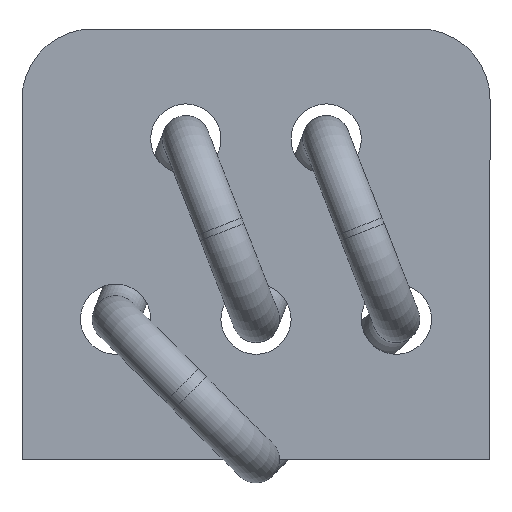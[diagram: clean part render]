
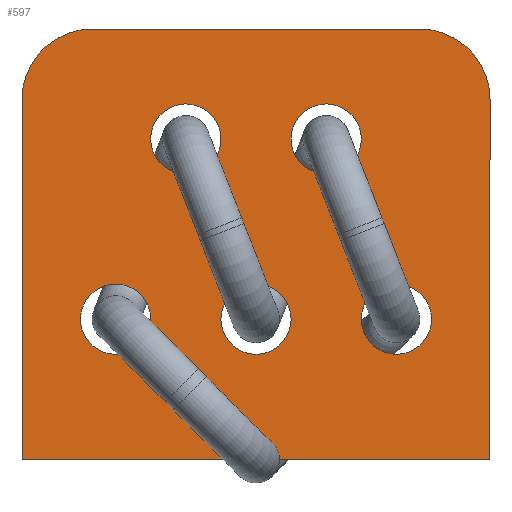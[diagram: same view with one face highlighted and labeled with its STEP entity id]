
A CAD part, left-side view. The second image highlights one B-rep face of the part: STEP entity #597.
In plain terms, the highlighted face is planar.
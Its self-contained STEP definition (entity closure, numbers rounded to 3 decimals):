
#38=PLANE('',#668);
#53=LINE('',#982,#79);
#58=LINE('',#997,#84);
#59=LINE('',#999,#85);
#60=LINE('',#1002,#86);
#61=LINE('',#1005,#87);
#79=VECTOR('',#780,1000.);
#84=VECTOR('',#793,1000.);
#85=VECTOR('',#796,1000.);
#86=VECTOR('',#797,1000.);
#87=VECTOR('',#800,1000.);
#127=ORIENTED_EDGE('',*,*,#265,.F.);
#128=ORIENTED_EDGE('',*,*,#266,.T.);
#129=ORIENTED_EDGE('',*,*,#260,.F.);
#130=ORIENTED_EDGE('',*,*,#264,.T.);
#131=ORIENTED_EDGE('',*,*,#267,.F.);
#132=ORIENTED_EDGE('',*,*,#268,.F.);
#133=ORIENTED_EDGE('',*,*,#257,.F.);
#134=ORIENTED_EDGE('',*,*,#269,.T.);
#135=ORIENTED_EDGE('',*,*,#238,.T.);
#136=ORIENTED_EDGE('',*,*,#240,.T.);
#137=ORIENTED_EDGE('',*,*,#246,.T.);
#138=ORIENTED_EDGE('',*,*,#244,.T.);
#139=ORIENTED_EDGE('',*,*,#242,.T.);
#238=EDGE_CURVE('',#308,#308,#364,.T.);
#240=EDGE_CURVE('',#310,#310,#366,.T.);
#242=EDGE_CURVE('',#312,#312,#368,.T.);
#244=EDGE_CURVE('',#314,#314,#370,.T.);
#246=EDGE_CURVE('',#316,#316,#372,.T.);
#257=EDGE_CURVE('',#326,#321,#53,.T.);
#260=EDGE_CURVE('',#329,#330,#376,.T.);
#264=EDGE_CURVE('',#329,#332,#58,.T.);
#265=EDGE_CURVE('',#333,#334,#59,.T.);
#266=EDGE_CURVE('',#333,#330,#60,.T.);
#267=EDGE_CURVE('',#335,#332,#377,.T.);
#268=EDGE_CURVE('',#321,#335,#61,.T.);
#269=EDGE_CURVE('',#326,#334,#378,.T.);
#308=VERTEX_POINT('',#939);
#310=VERTEX_POINT('',#944);
#312=VERTEX_POINT('',#949);
#314=VERTEX_POINT('',#954);
#316=VERTEX_POINT('',#959);
#321=VERTEX_POINT('',#971);
#326=VERTEX_POINT('',#981);
#329=VERTEX_POINT('',#988);
#330=VERTEX_POINT('',#990);
#332=VERTEX_POINT('',#996);
#333=VERTEX_POINT('',#1000);
#334=VERTEX_POINT('',#1001);
#335=VERTEX_POINT('',#1004);
#364=CIRCLE('',#647,0.375);
#366=CIRCLE('',#650,0.375);
#368=CIRCLE('',#653,0.375);
#370=CIRCLE('',#656,0.375);
#372=CIRCLE('',#659,0.375);
#376=CIRCLE('',#666,0.75);
#377=CIRCLE('',#669,0.75);
#378=CIRCLE('',#670,0.25);
#421=EDGE_LOOP('',(#127,#128,#129,#130,#131,#132,#133,#134));
#422=EDGE_LOOP('',(#135));
#423=EDGE_LOOP('',(#136));
#424=EDGE_LOOP('',(#137));
#425=EDGE_LOOP('',(#138));
#426=EDGE_LOOP('',(#139));
#501=FACE_BOUND('',#421,.T.);
#502=FACE_BOUND('',#422,.T.);
#503=FACE_BOUND('',#423,.T.);
#504=FACE_BOUND('',#424,.T.);
#505=FACE_BOUND('',#425,.T.);
#506=FACE_BOUND('',#426,.T.);
#597=ADVANCED_FACE('',(#501,#502,#503,#504,#505,#506),#38,.F.);
#647=AXIS2_PLACEMENT_3D('',#938,#738,#739);
#650=AXIS2_PLACEMENT_3D('',#943,#744,#745);
#653=AXIS2_PLACEMENT_3D('',#948,#750,#751);
#656=AXIS2_PLACEMENT_3D('',#953,#756,#757);
#659=AXIS2_PLACEMENT_3D('',#958,#762,#763);
#666=AXIS2_PLACEMENT_3D('',#989,#786,#787);
#668=AXIS2_PLACEMENT_3D('',#998,#794,#795);
#669=AXIS2_PLACEMENT_3D('',#1003,#798,#799);
#670=AXIS2_PLACEMENT_3D('',#1006,#801,#802);
#738=DIRECTION('',(-1.,0.,0.));
#739=DIRECTION('',(0.,0.,1.));
#744=DIRECTION('',(-1.,0.,0.));
#745=DIRECTION('',(0.,0.,1.));
#750=DIRECTION('',(-1.,0.,0.));
#751=DIRECTION('',(0.,0.,1.));
#756=DIRECTION('',(-1.,0.,0.));
#757=DIRECTION('',(0.,0.,1.));
#762=DIRECTION('',(-1.,0.,0.));
#763=DIRECTION('',(0.,0.,1.));
#780=DIRECTION('',(0.,1.,0.));
#786=DIRECTION('',(-1.,0.,0.));
#787=DIRECTION('',(0.,0.,1.));
#793=DIRECTION('',(0.,1.,0.));
#794=DIRECTION('',(-1.,0.,0.));
#795=DIRECTION('',(0.,0.,1.));
#796=DIRECTION('',(0.,1.,0.));
#797=DIRECTION('',(0.,0.,-1.));
#798=DIRECTION('',(-1.,0.,0.));
#799=DIRECTION('',(0.,0.,1.));
#800=DIRECTION('',(0.,0.,-1.));
#801=DIRECTION('',(-1.,0.,0.));
#802=DIRECTION('',(0.,1.,0.));
#938=CARTESIAN_POINT('',(2.75,0.75,-1.125));
#939=CARTESIAN_POINT('',(2.75,0.75,-0.75));
#943=CARTESIAN_POINT('',(2.75,-0.75,-1.125));
#944=CARTESIAN_POINT('',(2.75,-0.75,-0.75));
#948=CARTESIAN_POINT('',(2.75,1.5,0.8));
#949=CARTESIAN_POINT('',(2.75,1.5,1.175));
#953=CARTESIAN_POINT('',(2.75,-1.5,0.8));
#954=CARTESIAN_POINT('',(2.75,-1.5,1.175));
#958=CARTESIAN_POINT('',(2.75,0.,0.8));
#959=CARTESIAN_POINT('',(2.75,0.,1.175));
#971=CARTESIAN_POINT('',(2.75,2.5,2.3));
#981=CARTESIAN_POINT('',(2.75,0.25,2.3));
#982=CARTESIAN_POINT('',(2.75,-2.5,2.3));
#988=CARTESIAN_POINT('',(2.75,-1.75,-2.3));
#989=CARTESIAN_POINT('',(2.75,-1.75,-1.55));
#990=CARTESIAN_POINT('',(2.75,-2.5,-1.55));
#996=CARTESIAN_POINT('',(2.75,1.75,-2.3));
#997=CARTESIAN_POINT('',(2.75,-2.5,-2.3));
#998=CARTESIAN_POINT('',(2.75,-2.5,2.3));
#999=CARTESIAN_POINT('',(2.75,-2.5,2.3));
#1000=CARTESIAN_POINT('',(2.75,-2.5,2.3));
#1001=CARTESIAN_POINT('',(2.75,-0.25,2.3));
#1002=CARTESIAN_POINT('',(2.75,-2.5,2.3));
#1003=CARTESIAN_POINT('',(2.75,1.75,-1.55));
#1004=CARTESIAN_POINT('',(2.75,2.5,-1.55));
#1005=CARTESIAN_POINT('',(2.75,2.5,2.3));
#1006=CARTESIAN_POINT('',(2.75,0.,2.3));
